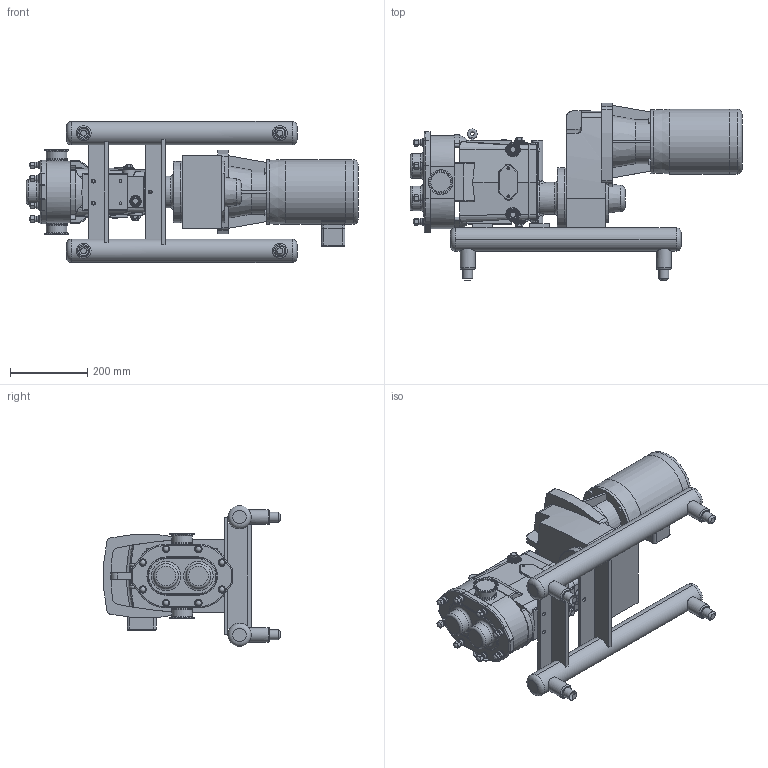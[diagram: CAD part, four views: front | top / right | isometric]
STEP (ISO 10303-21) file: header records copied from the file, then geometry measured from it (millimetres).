
FILE_DESCRIPTION(/* description */ (''),/* implementation_level */ '2;1');
FILE_NAME(/* name */ 'U1_040U1_56C_2.0x2.0_S-Line_0.5HP_LH_SM.stp',/* time_stamp */ '2021-05-24T16:20:35+06:00',/* author */ ('trtmhr'),/* organization */ (''),/* preprocessor_version */ 'ST-DEVELOPER v18.1',/* originating_system */ 'Autodesk Inventor 2020',/* authorisation */ '');
FILE_SCHEMA (('AUTOMOTIVE_DESIGN { 1 0 10303 214 3 1 1 }'));
Length unit declared in the file: inch
Products named in the file (1): U1_040U1_56C_2.0x2.0_S-Line_0.5HP_LH_SM
Bounding box: 859.56 x 458.45 x 365.12 mm (x, y, z)
Volume: 26458042.3 mm3; surface area: 1234117.8 mm2
Topology: 4 solids, 4 shells, 1055 faces, 2800 edges, 1829 vertices
Faces by surface type: plane 496, cylinder 282, bspline 102, torus 95, cone 64, sphere 16
Full cylindrical faces by diameter (mm): 6.35 x4, 7.62 x2, 7.798 x1, 10.312 x3, 14.275 x8, 15.24 x1, 19.05 x8, 23.876 x3, 25.4 x9, 29.21 x2, 31.75 x3, 35.052 x6, 38.1 x4, 50.8 x2, 53.188 x4, 54.204 x2, 63.5 x2, 64.008 x2, 82.55 x1, 158.217 x1, 158.242 x1, 165.989 x1, 167.945 x1, 167.97 x1
Entity records: 35915 total; most frequent: CARTESIAN_POINT 9455, ORIENTED_EDGE 5574, DIRECTION 5523, EDGE_CURVE 2787, AXIS2_PLACEMENT_3D 2087, VERTEX_POINT 1829, LINE 1349, VECTOR 1349
